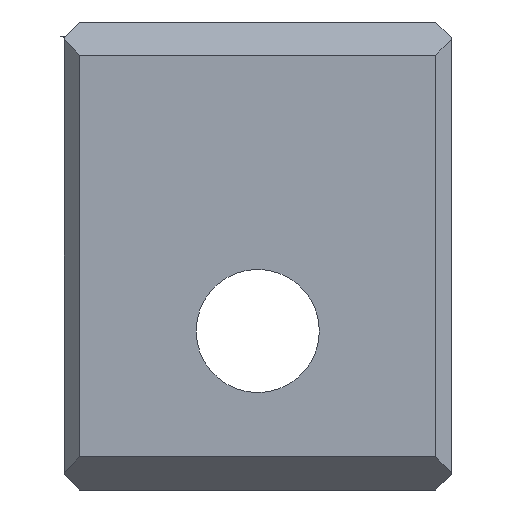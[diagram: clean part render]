
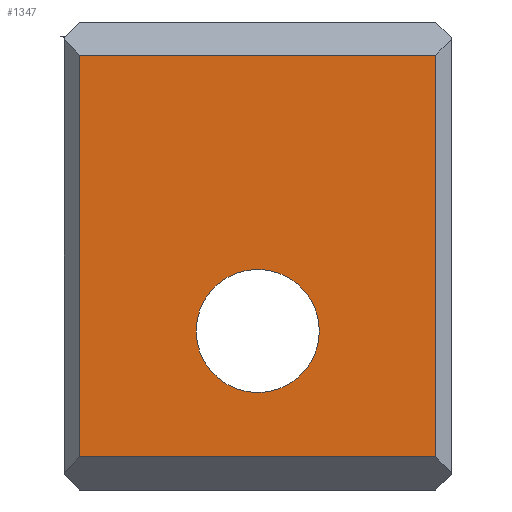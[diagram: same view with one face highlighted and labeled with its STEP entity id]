
A CAD part, left-side view. The second image highlights one B-rep face of the part: STEP entity #1347.
In plain terms, the highlighted planar face has unit normal (-1, 0, 0).
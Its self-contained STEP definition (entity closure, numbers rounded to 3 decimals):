
#22=FACE_BOUND('',#159,.T.);
#24=CIRCLE('',#1379,1.75);
#89=FACE_OUTER_BOUND('',#158,.T.);
#158=EDGE_LOOP('',(#1136,#1137,#1138,#1139));
#159=EDGE_LOOP('',(#1140));
#328=LINE('',#2125,#509);
#333=LINE('',#2133,#514);
#336=LINE('',#2139,#517);
#337=LINE('',#2140,#518);
#509=VECTOR('',#1740,1000.);
#514=VECTOR('',#1747,1000.);
#517=VECTOR('',#1752,1000.);
#518=VECTOR('',#1753,1000.);
#543=VERTEX_POINT('',#1822);
#644=VERTEX_POINT('',#2121);
#646=VERTEX_POINT('',#2124);
#648=VERTEX_POINT('',#2132);
#650=VERTEX_POINT('',#2138);
#675=EDGE_CURVE('',#543,#543,#24,.T.);
#825=EDGE_CURVE('',#644,#646,#328,.T.);
#830=EDGE_CURVE('',#646,#648,#333,.F.);
#833=EDGE_CURVE('',#648,#650,#336,.F.);
#834=EDGE_CURVE('',#650,#644,#337,.T.);
#1136=ORIENTED_EDGE('',*,*,#833,.F.);
#1137=ORIENTED_EDGE('',*,*,#830,.F.);
#1138=ORIENTED_EDGE('',*,*,#825,.F.);
#1139=ORIENTED_EDGE('',*,*,#834,.F.);
#1140=ORIENTED_EDGE('',*,*,#675,.T.);
#1280=PLANE('',#1437);
#1347=ADVANCED_FACE('',(#89,#22),#1280,.F.);
#1379=AXIS2_PLACEMENT_3D('',#1823,#1484,#1485);
#1437=AXIS2_PLACEMENT_3D('',#2137,#1750,#1751);
#1484=DIRECTION('center_axis',(1.,0.,0.));
#1485=DIRECTION('ref_axis',(0.,-1.,0.));
#1740=DIRECTION('',(0.,1.,0.));
#1747=DIRECTION('',(0.,0.,-1.));
#1750=DIRECTION('center_axis',(1.,0.,0.));
#1751=DIRECTION('ref_axis',(0.,0.,-1.));
#1752=DIRECTION('',(0.,1.,0.));
#1753=DIRECTION('',(0.,0.,-1.));
#1822=CARTESIAN_POINT('',(-12.4,-58.55,4.619));
#1823=CARTESIAN_POINT('Origin',(-12.4,-60.3,4.619));
#2121=CARTESIAN_POINT('',(-12.4,-65.359,1.041));
#2124=CARTESIAN_POINT('',(-12.4,-55.241,1.041));
#2125=CARTESIAN_POINT('',(-12.4,-65.9,1.041));
#2132=CARTESIAN_POINT('',(-12.4,-55.241,12.459));
#2133=CARTESIAN_POINT('',(-12.4,-55.241,6.5));
#2137=CARTESIAN_POINT('Origin',(-12.4,-65.9,6.5));
#2138=CARTESIAN_POINT('',(-12.4,-65.359,12.459));
#2139=CARTESIAN_POINT('',(-12.4,-65.9,12.459));
#2140=CARTESIAN_POINT('',(-12.4,-65.359,6.5));
